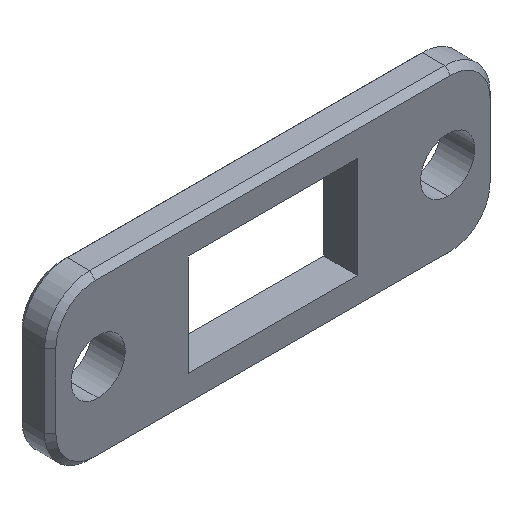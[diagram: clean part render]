
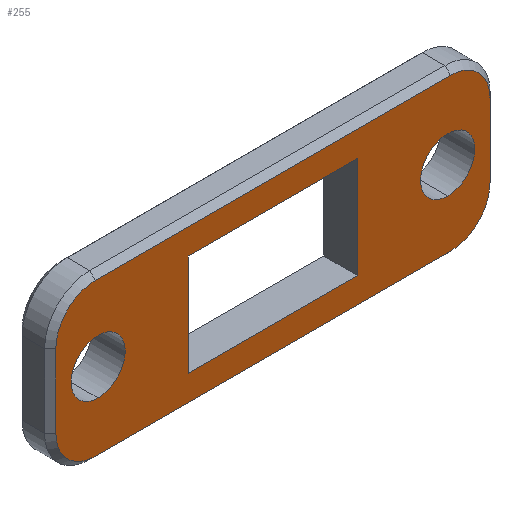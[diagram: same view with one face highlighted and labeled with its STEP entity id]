
A CAD part, isometric view. The second image highlights one B-rep face of the part: STEP entity #255.
In plain terms, the highlighted planar face has unit normal (0, -1, 0).
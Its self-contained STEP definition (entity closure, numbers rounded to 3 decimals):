
#1 = DIRECTION ( 'NONE',  ( -1., 0., 0. ) ) ;
#4 = VERTEX_POINT ( 'NONE', #811 ) ;
#5 = VERTEX_POINT ( 'NONE', #189 ) ;
#10 = VERTEX_POINT ( 'NONE', #327 ) ;
#23 = DIRECTION ( 'NONE',  ( 0., -1., 0. ) ) ;
#26 = ORIENTED_EDGE ( 'NONE', *, *, #800, .T. ) ;
#32 = DIRECTION ( 'NONE',  ( 0., 0., -1. ) ) ;
#41 = CIRCLE ( 'NONE', #526, 2.4 ) ;
#42 = ORIENTED_EDGE ( 'NONE', *, *, #461, .T. ) ;
#53 = FACE_BOUND ( 'NONE', #65, .T. ) ;
#65 = EDGE_LOOP ( 'NONE', ( #645, #42 ) ) ;
#80 = LINE ( 'NONE', #866, #565 ) ;
#95 = ORIENTED_EDGE ( 'NONE', *, *, #178, .T. ) ;
#98 = CARTESIAN_POINT ( 'NONE',  ( -15.75, 0., 6.75 ) ) ;
#101 = VECTOR ( 'NONE', #279, 1000. ) ;
#103 = VECTOR ( 'NONE', #167, 1000. ) ;
#116 = EDGE_LOOP ( 'NONE', ( #818, #146, #26, #197, #152, #961, #243, #821 ) ) ;
#117 = DIRECTION ( 'NONE',  ( -1., 0., 0. ) ) ;
#123 = AXIS2_PLACEMENT_3D ( 'NONE', #889, #183, #496 ) ;
#124 = DIRECTION ( 'NONE',  ( 0., 0., 1. ) ) ;
#125 = CARTESIAN_POINT ( 'NONE',  ( 19.25, 0., 3.25 ) ) ;
#128 = VECTOR ( 'NONE', #124, 1000. ) ;
#131 = EDGE_CURVE ( 'NONE', #415, #790, #361, .T. ) ;
#138 = CARTESIAN_POINT ( 'NONE',  ( -15.5, 0., 2.4 ) ) ;
#146 = ORIENTED_EDGE ( 'NONE', *, *, #902, .T. ) ;
#152 = ORIENTED_EDGE ( 'NONE', *, *, #672, .T. ) ;
#158 = VERTEX_POINT ( 'NONE', #991 ) ;
#167 = DIRECTION ( 'NONE',  ( 0., 0., -1. ) ) ;
#178 = EDGE_CURVE ( 'NONE', #750, #1015, #826, .T. ) ;
#183 = DIRECTION ( 'NONE',  ( 0., -1., 0. ) ) ;
#189 = CARTESIAN_POINT ( 'NONE',  ( -15.5, 0., -2.4 ) ) ;
#194 = CARTESIAN_POINT ( 'NONE',  ( -7.5, 0., 4.5 ) ) ;
#196 = EDGE_CURVE ( 'NONE', #336, #158, #285, .T. ) ;
#197 = ORIENTED_EDGE ( 'NONE', *, *, #131, .T. ) ;
#207 = EDGE_CURVE ( 'NONE', #490, #856, #985, .T. ) ;
#213 = DIRECTION ( 'NONE',  ( 0., -1., 0. ) ) ;
#234 = LINE ( 'NONE', #865, #103 ) ;
#237 = ORIENTED_EDGE ( 'NONE', *, *, #499, .T. ) ;
#243 = ORIENTED_EDGE ( 'NONE', *, *, #960, .T. ) ;
#255 = ADVANCED_FACE ( 'NONE', ( #838, #905, #370, #53 ), #849, .T. ) ;
#279 = DIRECTION ( 'NONE',  ( 0., 0., 1. ) ) ;
#280 = DIRECTION ( 'NONE',  ( 0., 0., -1. ) ) ;
#285 = LINE ( 'NONE', #356, #808 ) ;
#288 = DIRECTION ( 'NONE',  ( 0., 1., 0. ) ) ;
#296 = CIRCLE ( 'NONE', #689, 2.4 ) ;
#302 = CARTESIAN_POINT ( 'NONE',  ( -15.5, 0., 0. ) ) ;
#305 = EDGE_CURVE ( 'NONE', #856, #750, #602, .T. ) ;
#318 = EDGE_LOOP ( 'NONE', ( #95, #984, #951, #783 ) ) ;
#325 = CARTESIAN_POINT ( 'NONE',  ( 15.5, 0., -2.4 ) ) ;
#327 = CARTESIAN_POINT ( 'NONE',  ( -15.75, 0., -6.75 ) ) ;
#336 = VERTEX_POINT ( 'NONE', #362 ) ;
#349 = CIRCLE ( 'NONE', #378, 2.4 ) ;
#352 = DIRECTION ( 'NONE',  ( 1., 0., 0. ) ) ;
#356 = CARTESIAN_POINT ( 'NONE',  ( -19.25, 0., -3.25 ) ) ;
#361 = LINE ( 'NONE', #125, #101 ) ;
#362 = CARTESIAN_POINT ( 'NONE',  ( -19.25, 0., 3.25 ) ) ;
#368 = ORIENTED_EDGE ( 'NONE', *, *, #524, .T. ) ;
#370 = FACE_BOUND ( 'NONE', #318, .T. ) ;
#378 = AXIS2_PLACEMENT_3D ( 'NONE', #597, #610, #698 ) ;
#380 = CARTESIAN_POINT ( 'NONE',  ( -7.5, 0., -4.5 ) ) ;
#409 = EDGE_CURVE ( 'NONE', #424, #862, #80, .T. ) ;
#410 = LINE ( 'NONE', #659, #975 ) ;
#415 = VERTEX_POINT ( 'NONE', #1013 ) ;
#424 = VERTEX_POINT ( 'NONE', #618 ) ;
#448 = EDGE_CURVE ( 'NONE', #4, #681, #296, .T. ) ;
#461 = EDGE_CURVE ( 'NONE', #681, #4, #349, .T. ) ;
#479 = CARTESIAN_POINT ( 'NONE',  ( 15.75, 0., 3.25 ) ) ;
#490 = VERTEX_POINT ( 'NONE', #914 ) ;
#496 = DIRECTION ( 'NONE',  ( 0., 0., -1. ) ) ;
#499 = EDGE_CURVE ( 'NONE', #572, #5, #41, .T. ) ;
#502 = AXIS2_PLACEMENT_3D ( 'NONE', #714, #719, #785 ) ;
#506 = VERTEX_POINT ( 'NONE', #996 ) ;
#524 = EDGE_CURVE ( 'NONE', #5, #572, #827, .T. ) ;
#526 = AXIS2_PLACEMENT_3D ( 'NONE', #853, #288, #926 ) ;
#542 = CARTESIAN_POINT ( 'NONE',  ( -7.5, 0., 4.5 ) ) ;
#565 = VECTOR ( 'NONE', #1, 1000. ) ;
#572 = VERTEX_POINT ( 'NONE', #138 ) ;
#574 = DIRECTION ( 'NONE',  ( 1., 0., 0. ) ) ;
#597 = CARTESIAN_POINT ( 'NONE',  ( 15.5, 0., 0. ) ) ;
#599 = CIRCLE ( 'NONE', #735, 3.5 ) ;
#602 = LINE ( 'NONE', #684, #128 ) ;
#610 = DIRECTION ( 'NONE',  ( 0., 1., 0. ) ) ;
#618 = CARTESIAN_POINT ( 'NONE',  ( 15.75, 0., 6.75 ) ) ;
#642 = DIRECTION ( 'NONE',  ( 0., -1., 0. ) ) ;
#645 = ORIENTED_EDGE ( 'NONE', *, *, #448, .T. ) ;
#658 = AXIS2_PLACEMENT_3D ( 'NONE', #760, #213, #280 ) ;
#659 = CARTESIAN_POINT ( 'NONE',  ( 15.75, 0., -6.75 ) ) ;
#661 = DIRECTION ( 'NONE',  ( 0., 0., -1. ) ) ;
#662 = CARTESIAN_POINT ( 'NONE',  ( 7.5, 0., 4.5 ) ) ;
#672 = EDGE_CURVE ( 'NONE', #790, #424, #599, .T. ) ;
#681 = VERTEX_POINT ( 'NONE', #325 ) ;
#684 = CARTESIAN_POINT ( 'NONE',  ( -7.5, 0., 4.5 ) ) ;
#688 = CARTESIAN_POINT ( 'NONE',  ( 15.5, 0., 0. ) ) ;
#689 = AXIS2_PLACEMENT_3D ( 'NONE', #688, #700, #1007 ) ;
#698 = DIRECTION ( 'NONE',  ( 0., 0., 1. ) ) ;
#700 = DIRECTION ( 'NONE',  ( 0., 1., 0. ) ) ;
#707 = AXIS2_PLACEMENT_3D ( 'NONE', #813, #23, #32 ) ;
#713 = DIRECTION ( 'NONE',  ( 0., 0., -1. ) ) ;
#714 = CARTESIAN_POINT ( 'NONE',  ( 15.75, 0., -3.25 ) ) ;
#719 = DIRECTION ( 'NONE',  ( 0., -1., 0. ) ) ;
#735 = AXIS2_PLACEMENT_3D ( 'NONE', #479, #642, #713 ) ;
#747 = AXIS2_PLACEMENT_3D ( 'NONE', #302, #763, #912 ) ;
#750 = VERTEX_POINT ( 'NONE', #542 ) ;
#760 = CARTESIAN_POINT ( 'NONE',  ( 0., 0., 0. ) ) ;
#763 = DIRECTION ( 'NONE',  ( 0., 1., 0. ) ) ;
#783 = ORIENTED_EDGE ( 'NONE', *, *, #305, .T. ) ;
#785 = DIRECTION ( 'NONE',  ( 0., 0., -1. ) ) ;
#790 = VERTEX_POINT ( 'NONE', #940 ) ;
#800 = EDGE_CURVE ( 'NONE', #506, #415, #948, .T. ) ;
#808 = VECTOR ( 'NONE', #661, 1000. ) ;
#811 = CARTESIAN_POINT ( 'NONE',  ( 15.5, 0., 2.4 ) ) ;
#812 = CIRCLE ( 'NONE', #707, 3.5 ) ;
#813 = CARTESIAN_POINT ( 'NONE',  ( -15.75, 0., -3.25 ) ) ;
#818 = ORIENTED_EDGE ( 'NONE', *, *, #928, .T. ) ;
#821 = ORIENTED_EDGE ( 'NONE', *, *, #196, .T. ) ;
#822 = CARTESIAN_POINT ( 'NONE',  ( -7.5, 0., -4.5 ) ) ;
#825 = EDGE_LOOP ( 'NONE', ( #237, #368 ) ) ;
#826 = LINE ( 'NONE', #194, #934 ) ;
#827 = CIRCLE ( 'NONE', #747, 2.4 ) ;
#838 = FACE_OUTER_BOUND ( 'NONE', #116, .T. ) ;
#842 = EDGE_CURVE ( 'NONE', #1015, #490, #234, .T. ) ;
#849 = PLANE ( 'NONE',  #658 ) ;
#853 = CARTESIAN_POINT ( 'NONE',  ( -15.5, 0., 0. ) ) ;
#856 = VERTEX_POINT ( 'NONE', #380 ) ;
#862 = VERTEX_POINT ( 'NONE', #98 ) ;
#865 = CARTESIAN_POINT ( 'NONE',  ( 7.5, 0., 4.5 ) ) ;
#866 = CARTESIAN_POINT ( 'NONE',  ( -15.75, 0., 6.75 ) ) ;
#889 = CARTESIAN_POINT ( 'NONE',  ( -15.75, 0., 3.25 ) ) ;
#902 = EDGE_CURVE ( 'NONE', #10, #506, #410, .T. ) ;
#905 = FACE_BOUND ( 'NONE', #825, .T. ) ;
#912 = DIRECTION ( 'NONE',  ( 0., 0., 1. ) ) ;
#914 = CARTESIAN_POINT ( 'NONE',  ( 7.5, 0., -4.5 ) ) ;
#926 = DIRECTION ( 'NONE',  ( 0., 0., 1. ) ) ;
#928 = EDGE_CURVE ( 'NONE', #158, #10, #812, .T. ) ;
#933 = VECTOR ( 'NONE', #117, 1000. ) ;
#934 = VECTOR ( 'NONE', #352, 1000. ) ;
#940 = CARTESIAN_POINT ( 'NONE',  ( 19.25, 0., 3.25 ) ) ;
#948 = CIRCLE ( 'NONE', #502, 3.5 ) ;
#951 = ORIENTED_EDGE ( 'NONE', *, *, #207, .T. ) ;
#960 = EDGE_CURVE ( 'NONE', #862, #336, #1009, .T. ) ;
#961 = ORIENTED_EDGE ( 'NONE', *, *, #409, .T. ) ;
#975 = VECTOR ( 'NONE', #574, 1000. ) ;
#984 = ORIENTED_EDGE ( 'NONE', *, *, #842, .T. ) ;
#985 = LINE ( 'NONE', #822, #933 ) ;
#991 = CARTESIAN_POINT ( 'NONE',  ( -19.25, 0., -3.25 ) ) ;
#996 = CARTESIAN_POINT ( 'NONE',  ( 15.75, 0., -6.75 ) ) ;
#1007 = DIRECTION ( 'NONE',  ( 0., 0., 1. ) ) ;
#1009 = CIRCLE ( 'NONE', #123, 3.5 ) ;
#1013 = CARTESIAN_POINT ( 'NONE',  ( 19.25, 0., -3.25 ) ) ;
#1015 = VERTEX_POINT ( 'NONE', #662 ) ;
